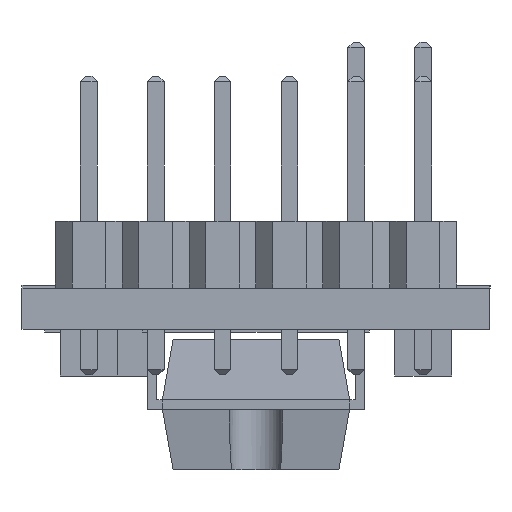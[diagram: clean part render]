
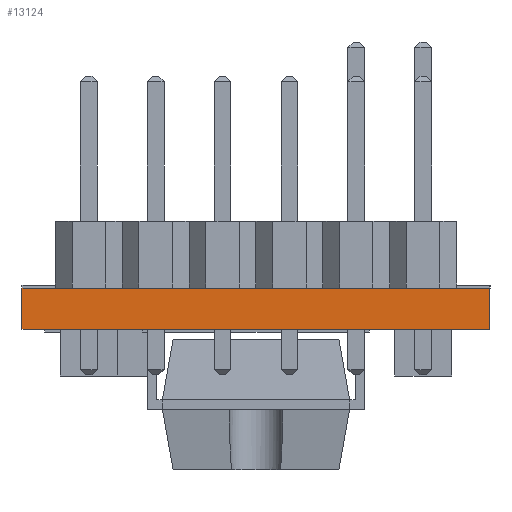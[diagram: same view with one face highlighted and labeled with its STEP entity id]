
A CAD part, front view. The second image highlights one B-rep face of the part: STEP entity #13124.
In plain terms, the highlighted planar face has unit normal (0, -1, 0).
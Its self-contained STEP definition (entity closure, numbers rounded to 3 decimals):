
#739=PLANE('',#14423);
#1390=FACE_OUTER_BOUND('',#2043,.T.);
#2043=EDGE_LOOP('',(#9548,#9549,#9550,#9551));
#3121=LINE('',#19800,#4409);
#3122=LINE('',#19802,#4410);
#3123=LINE('',#19804,#4411);
#3124=LINE('',#19805,#4412);
#4409=VECTOR('',#16411,10.);
#4410=VECTOR('',#16412,10.);
#4411=VECTOR('',#16413,10.);
#4412=VECTOR('',#16414,10.);
#6322=VERTEX_POINT('',#19798);
#6323=VERTEX_POINT('',#19799);
#6324=VERTEX_POINT('',#19801);
#6325=VERTEX_POINT('',#19803);
#7633=EDGE_CURVE('',#6322,#6323,#3121,.T.);
#7634=EDGE_CURVE('',#6322,#6324,#3122,.T.);
#7635=EDGE_CURVE('',#6325,#6324,#3123,.T.);
#7636=EDGE_CURVE('',#6323,#6325,#3124,.T.);
#9548=ORIENTED_EDGE('',*,*,#7633,.F.);
#9549=ORIENTED_EDGE('',*,*,#7634,.T.);
#9550=ORIENTED_EDGE('',*,*,#7635,.F.);
#9551=ORIENTED_EDGE('',*,*,#7636,.F.);
#13124=ADVANCED_FACE('',(#1390),#739,.T.);
#14423=AXIS2_PLACEMENT_3D('',#19797,#16409,#16410);
#16409=DIRECTION('center_axis',(0.,-1.,0.));
#16410=DIRECTION('ref_axis',(1.,0.,0.));
#16411=DIRECTION('',(-1.,0.,0.));
#16412=DIRECTION('',(0.,0.,1.));
#16413=DIRECTION('',(1.,0.,0.));
#16414=DIRECTION('',(0.,0.,1.));
#19797=CARTESIAN_POINT('Origin',(0.,0.,0.));
#19798=CARTESIAN_POINT('',(17.78,0.,0.));
#19799=CARTESIAN_POINT('',(0.,0.,0.));
#19800=CARTESIAN_POINT('',(17.78,0.,0.));
#19801=CARTESIAN_POINT('',(17.78,0.,1.57));
#19802=CARTESIAN_POINT('',(17.78,0.,0.));
#19803=CARTESIAN_POINT('',(0.,0.,1.57));
#19804=CARTESIAN_POINT('',(17.78,0.,1.57));
#19805=CARTESIAN_POINT('',(0.,0.,0.));
